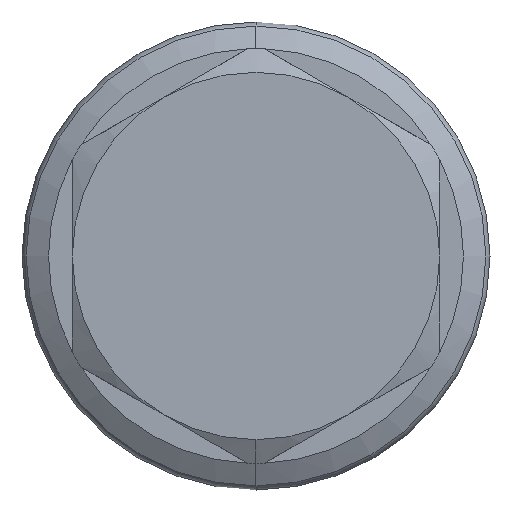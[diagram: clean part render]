
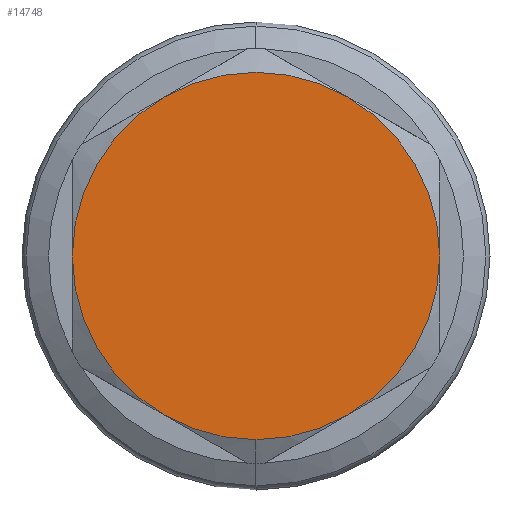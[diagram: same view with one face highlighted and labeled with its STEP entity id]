
A CAD part, left-side view. The second image highlights one B-rep face of the part: STEP entity #14748.
In plain terms, the highlighted planar face has unit normal (-1, 0, 0).
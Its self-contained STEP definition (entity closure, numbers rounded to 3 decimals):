
#291 = EDGE_CURVE ( 'NONE', #12980, #19307, #7451, .T. ) ;
#1984 = DIRECTION ( 'NONE',  ( 1., 0., 0. ) ) ;
#2108 = CARTESIAN_POINT ( 'NONE',  ( 0., 0., 0. ) ) ;
#2322 = CARTESIAN_POINT ( 'NONE',  ( 0., 0., 0. ) ) ;
#2729 = AXIS2_PLACEMENT_3D ( 'NONE', #10420, #17632, #3781 ) ;
#2905 = CARTESIAN_POINT ( 'NONE',  ( 0., 7.925, -13.727 ) ) ;
#3073 = ORIENTED_EDGE ( 'NONE', *, *, #16185, .F. ) ;
#3167 = VERTEX_POINT ( 'NONE', #11852 ) ;
#3577 = DIRECTION ( 'NONE',  ( 1., 0., 0. ) ) ;
#3781 = DIRECTION ( 'NONE',  ( 0., 0., -1. ) ) ;
#3988 = CIRCLE ( 'NONE', #11737, 15.85 ) ;
#4723 = VERTEX_POINT ( 'NONE', #2905 ) ;
#4731 = AXIS2_PLACEMENT_3D ( 'NONE', #5631, #17582, #17880 ) ;
#5152 = CIRCLE ( 'NONE', #2729, 15.85 ) ;
#5631 = CARTESIAN_POINT ( 'NONE',  ( 0., 0., 0. ) ) ;
#5821 = ORIENTED_EDGE ( 'NONE', *, *, #19952, .F. ) ;
#5971 = AXIS2_PLACEMENT_3D ( 'NONE', #2322, #10871, #7505 ) ;
#6781 = DIRECTION ( 'NONE',  ( 0., 0., -1. ) ) ;
#6859 = DIRECTION ( 'NONE',  ( 1., 0., 0. ) ) ;
#7166 = CIRCLE ( 'NONE', #4731, 15.85 ) ;
#7202 = AXIS2_PLACEMENT_3D ( 'NONE', #10684, #1984, #21252 ) ;
#7451 = CIRCLE ( 'NONE', #13947, 15.85 ) ;
#7505 = DIRECTION ( 'NONE',  ( 0., 0., -1. ) ) ;
#7892 = EDGE_LOOP ( 'NONE', ( #5821, #14350, #3073, #21257, #15958, #15977, #9693 ) ) ;
#9151 = DIRECTION ( 'NONE',  ( 0., 0., 1. ) ) ;
#9221 = CARTESIAN_POINT ( 'NONE',  ( 0., 0., 0. ) ) ;
#9693 = ORIENTED_EDGE ( 'NONE', *, *, #15866, .F. ) ;
#9760 = AXIS2_PLACEMENT_3D ( 'NONE', #9221, #19877, #9151 ) ;
#10044 = DIRECTION ( 'NONE',  ( 1., 0., 0. ) ) ;
#10420 = CARTESIAN_POINT ( 'NONE',  ( 0., 0., 0. ) ) ;
#10684 = CARTESIAN_POINT ( 'NONE',  ( 0., 0., 0. ) ) ;
#10871 = DIRECTION ( 'NONE',  ( 1., 0., 0. ) ) ;
#11692 = CARTESIAN_POINT ( 'NONE',  ( 0., -7.925, 13.727 ) ) ;
#11737 = AXIS2_PLACEMENT_3D ( 'NONE', #15335, #10044, #15258 ) ;
#11852 = CARTESIAN_POINT ( 'NONE',  ( 0., 7.925, 13.727 ) ) ;
#11916 = CIRCLE ( 'NONE', #5971, 15.85 ) ;
#12948 = EDGE_CURVE ( 'NONE', #17361, #12980, #5152, .T. ) ;
#12980 = VERTEX_POINT ( 'NONE', #19226 ) ;
#13399 = VERTEX_POINT ( 'NONE', #20965 ) ;
#13947 = AXIS2_PLACEMENT_3D ( 'NONE', #19092, #6859, #6781 ) ;
#14350 = ORIENTED_EDGE ( 'NONE', *, *, #15257, .F. ) ;
#14689 = CIRCLE ( 'NONE', #7202, 15.85 ) ;
#14748 = ADVANCED_FACE ( 'NONE', ( #15498 ), #19736, .T. ) ;
#15257 = EDGE_CURVE ( 'NONE', #15910, #4723, #11916, .T. ) ;
#15258 = DIRECTION ( 'NONE',  ( 0., 0., -1. ) ) ;
#15335 = CARTESIAN_POINT ( 'NONE',  ( 0., 0., 0. ) ) ;
#15344 = CARTESIAN_POINT ( 'NONE',  ( 0., -7.925, -13.727 ) ) ;
#15498 = FACE_OUTER_BOUND ( 'NONE', #7892, .T. ) ;
#15866 = EDGE_CURVE ( 'NONE', #13399, #3167, #3988, .T. ) ;
#15910 = VERTEX_POINT ( 'NONE', #20331 ) ;
#15958 = ORIENTED_EDGE ( 'NONE', *, *, #12948, .F. ) ;
#15977 = ORIENTED_EDGE ( 'NONE', *, *, #16165, .F. ) ;
#16165 = EDGE_CURVE ( 'NONE', #3167, #17361, #7166, .T. ) ;
#16185 = EDGE_CURVE ( 'NONE', #19307, #15910, #19010, .T. ) ;
#17361 = VERTEX_POINT ( 'NONE', #11692 ) ;
#17582 = DIRECTION ( 'NONE',  ( 1., 0., 0. ) ) ;
#17632 = DIRECTION ( 'NONE',  ( 1., 0., 0. ) ) ;
#17880 = DIRECTION ( 'NONE',  ( 0., 0., -1. ) ) ;
#18802 = AXIS2_PLACEMENT_3D ( 'NONE', #2108, #3577, #21467 ) ;
#19010 = CIRCLE ( 'NONE', #18802, 15.85 ) ;
#19092 = CARTESIAN_POINT ( 'NONE',  ( 0., 0., 0. ) ) ;
#19226 = CARTESIAN_POINT ( 'NONE',  ( 0., -15.85, 0. ) ) ;
#19307 = VERTEX_POINT ( 'NONE', #15344 ) ;
#19736 = PLANE ( 'NONE',  #9760 ) ;
#19877 = DIRECTION ( 'NONE',  ( -1., 0., 0. ) ) ;
#19952 = EDGE_CURVE ( 'NONE', #4723, #13399, #14689, .T. ) ;
#20331 = CARTESIAN_POINT ( 'NONE',  ( 0., 0., -15.85 ) ) ;
#20965 = CARTESIAN_POINT ( 'NONE',  ( 0., 15.85, 0. ) ) ;
#21252 = DIRECTION ( 'NONE',  ( 0., 0., -1. ) ) ;
#21257 = ORIENTED_EDGE ( 'NONE', *, *, #291, .F. ) ;
#21467 = DIRECTION ( 'NONE',  ( 0., 0., -1. ) ) ;
